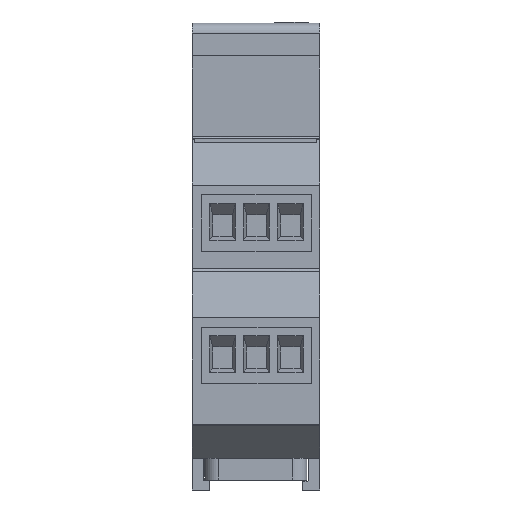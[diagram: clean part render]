
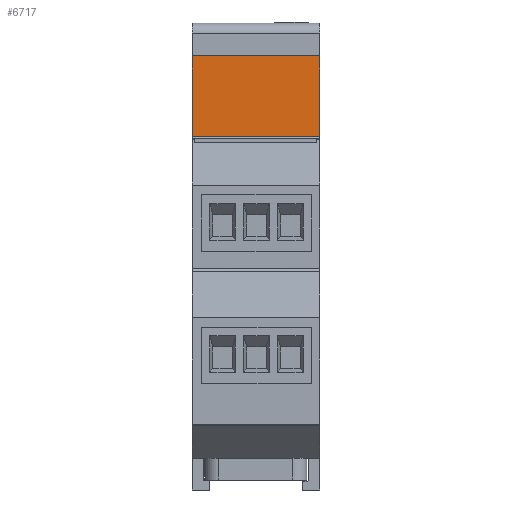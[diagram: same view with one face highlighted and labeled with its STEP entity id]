
A CAD part, left-side view. The second image highlights one B-rep face of the part: STEP entity #6717.
In plain terms, the highlighted planar face has unit normal (-1, 0, 0).
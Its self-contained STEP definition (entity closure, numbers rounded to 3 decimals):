
#567=DIRECTION('',(0.,0.,-1.));
#568=VECTOR('',#567,11.);
#569=CARTESIAN_POINT('',(42.613,-13.1,76.5));
#570=LINE('',#569,#568);
#937=DIRECTION('',(0.,-1.,0.));
#938=VECTOR('',#937,17.5);
#939=CARTESIAN_POINT('',(42.615,4.4,76.5));
#940=LINE('',#939,#938);
#951=DIRECTION('',(0.,0.,-1.));
#952=VECTOR('',#951,11.);
#953=CARTESIAN_POINT('',(42.615,4.4,76.5));
#954=LINE('',#953,#952);
#965=DIRECTION('',(0.,-1.,0.));
#966=VECTOR('',#965,17.5);
#967=CARTESIAN_POINT('',(42.615,4.4,65.5));
#968=LINE('',#967,#966);
#5636=CARTESIAN_POINT('',(42.615,4.4,76.5));
#5637=VERTEX_POINT('',#5636);
#5638=CARTESIAN_POINT('',(42.615,4.4,65.5));
#5639=VERTEX_POINT('',#5638);
#5674=CARTESIAN_POINT('',(42.613,-13.1,76.5));
#5675=VERTEX_POINT('',#5674);
#6010=CARTESIAN_POINT('',(42.613,-13.1,65.5));
#6011=VERTEX_POINT('',#6010);
#6705=CARTESIAN_POINT('',(42.613,-13.1,76.5));
#6706=DIRECTION('',(1.,0.,0.));
#6707=DIRECTION('',(0.,0.,1.));
#6708=AXIS2_PLACEMENT_3D('',#6705,#6706,#6707);
#6709=PLANE('',#6708);
#6710=ORIENTED_EDGE('',*,*,#6311,.T.);
#6712=ORIENTED_EDGE('',*,*,#6711,.F.);
#6713=ORIENTED_EDGE('',*,*,#6370,.F.);
#6714=ORIENTED_EDGE('',*,*,#6692,.T.);
#6715=EDGE_LOOP('',(#6710,#6712,#6713,#6714));
#6716=FACE_OUTER_BOUND('',#6715,.F.);
#6311=EDGE_CURVE('',#5675,#6011,#570,.T.);
#6370=EDGE_CURVE('',#5637,#5639,#954,.T.);
#6692=EDGE_CURVE('',#5637,#5675,#940,.T.);
#6711=EDGE_CURVE('',#5639,#6011,#968,.T.);
#6717=ADVANCED_FACE('',(#6716),#6709,.F.);
